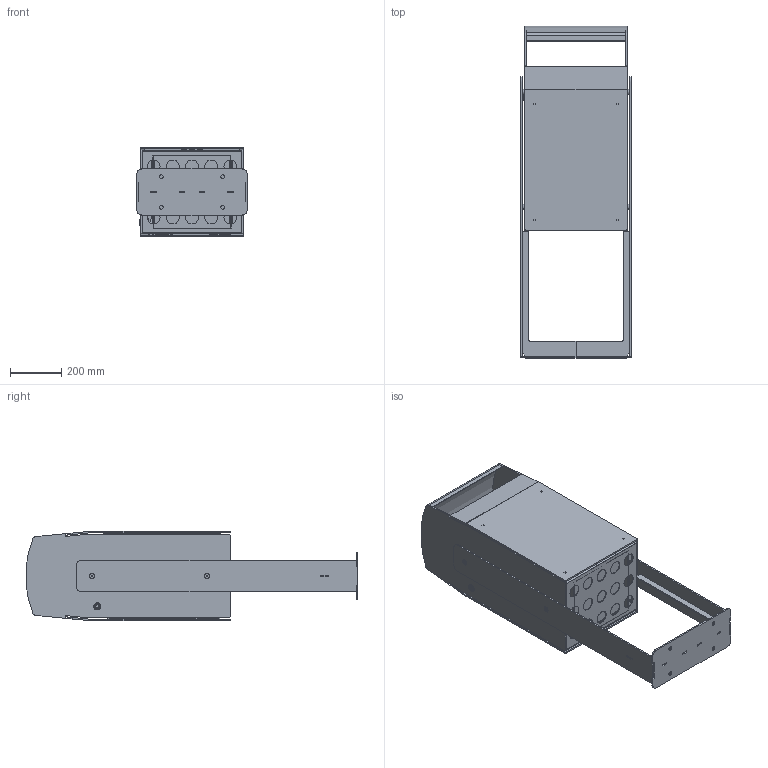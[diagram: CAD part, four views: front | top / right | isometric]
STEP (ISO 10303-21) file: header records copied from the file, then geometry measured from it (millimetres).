
FILE_DESCRIPTION (( 'STEP AP203' ), '1' );
FILE_NAME ('BOLB.50.STEP', '2021-08-04T14:53:52', ( '' ), ( '' ), 'SwSTEP 2.0', 'SolidWorks 2020', '' );
FILE_SCHEMA (( 'CONFIG_CONTROL_DESIGN' ));
Length unit declared in the file: millimetre
Products named in the file (59): BOLB.50 Back panel; plain washer large grade ac_iso_Washer ISO 7093 - 10; BOLB.50  Back; BOLB.50 Bin Side Lock; BOLB Cas Cil Lock; BOLB.50 Bin Bottom; Handle FOB NINGBO; _1-100-1-1; BOLB Bush-PA 6x8x10x10x2 DIN1494; _1-110-3; BOLB.50 Garbage side_1; BOLB.50 Bin Top; BOLB.50 STD ; BOLB.50 BIN BASE; BOLB.50 Door Con strip; BOLB.50 CASSETTE; BOLB.50 Bin Lock plate 3; BOLB.50 GARBAGE; hex screw gradeab_iso_ISO 4017 - M5 x 10-N; socket countersunk head screw_iso_ISO 10642 - M10 x 45 - 45N; plain washer normal grade a_iso_Washer ISO 7089 - 5; _1-100-2; BOLB.50 BIN; BOLB.50  Door; PE Spacer 20 x 10 x 12,8(D x h x d).; BOLB.50 FRAME-Side Leg reinf_; BOLB.50 Door Hinge strip; BOLB Cas Splitcam Catch; slotted pan shoulder screw_din_DIN 923 - M5 x 10 --- 7N; _1-110-4; BOLB.50 FRAME-Bottom plate_; BOLB.50; BOLB.50 Bin Side Hinge; hex nut style 1 gradeab_iso_ISO - 4032 - M10 - W - N; BOLB.50 Bin Top guide Lock; BOLB  Door lock; BOLB.50 Cas Lock strip; BOLB.50 Bin Bottom guide Hinge; BOLB.50 Garbage bottom; BOLB.50 Axle ...
Assembly tree (104 placements, depth 5):
  BOLB.50
    BOLB.50 STD 
      BOLB.50 FRAME
        BOLB.50 FRAME-Bottom plate_
        BOLB.50 FRAME-Side leg_  x2
        BOLB.50 FRAME-Side Leg reinf_  x2
      BOLB.50 BIN
        BOLB.50 BIN BASE
          BOLB.50 Bin Side Lock
          BOLB.50 Bin Top
          BOLB.50 Bin Lock plate 1
          BOLB.50 Bin Lock plate 3
          BOLB.50 Bin Bottom guide Lock
          BOLB.50 Bin Bottom guide Hinge
          BOLB.50 Bin Top guide hinge
          BOLB.50 Bin Top guide Lock
          BOLB.50 Bin Bottom
          BOLB.50 Bin Side Hinge
        BOLB.50 CASSETTE
          BOLB.50 Cas Lock strip
          BOLB Cas Splitcam Catch
          BOLB Cas Cil Lock  x2
        IPS Lock 8mm triangle
          _1-100-1-1
          _1-100-2
          _200-9130(1-142-P9)
          _1-110-4
          _1-110-3
        BOLB.50 SplitCam
        slotted pan shoulder screw_din_DIN 923 - M5 x 10 --- 7N  x5
        BOLB.50 Back panel
          BOLB.50  Back
          BOLB.50 Back panel connect  x2
          BOLB.50 Back Con strip
        BOLB Bush-PA 6x8x10x10x2 DIN1494  x3
        BOLB.50 Axle
          BOLB.50 Axle Rod
          BOLB Axle Plate
        BOLB.50 DOOR 1
          BOLB.50  Door
          BOLB.50 Door Mid strip
          BOLB  Door lock  x2
          BOLB.50 Door Hinge strip  x2
          BOLB.50 Door Con strip
          BOLB.50 Door Con Lock strip
          plain washer normal grade a_iso_Washer ISO 7089 - 5  x4
          hex screw gradeab_iso_ISO 4017 - M5 x 10-N  x4
        plain washer normal grade a_iso_Washer ISO 7089 - 5  x7
        hex screw gradeab_iso_ISO 4017 - M5 x 20-N  x4
        hex screw gradeab_iso_ISO 4017 - M5 x 12-N  x3
        PE Spacer 15x2.5x8.2.  x5
      PE Spacer 20 x 10 x 12,8(D x h x d).  x4
      socket countersunk head screw_iso_ISO 10642 - M10 x 45 - 45N  x4
      plain washer large grade ac_iso_Washer ISO 7093 - 10  x4
      hex nut style 1 gradeab_iso_ISO - 4032 - M10 - W - N  x4
    BOLB.50 GARBAGE
      BOLB.50 Garbage bottom
      BOLB.50 Garbage side_2
      BOLB.50 Garbage side_1
      Handle FOB NINGBO
Bounding box: 432 x 1298.91 x 350 mm (x, y, z)
Volume: 11953163.6 mm3; surface area: 6114950.5 mm2
Topology: 95 solids, 96 shells, 2342 faces, 5653 edges, 3527 vertices
Faces by surface type: plane 1307, cylinder 695, cone 258, torus 68, bspline 14
Entity records: 53478 total; most frequent: CARTESIAN_POINT 8776, DIRECTION 7939, ORIENTED_EDGE 7544, EDGE_CURVE 3772, AXIS2_PLACEMENT_3D 2693, LINE 2553, VECTOR 2553, VERTEX_POINT 2392
